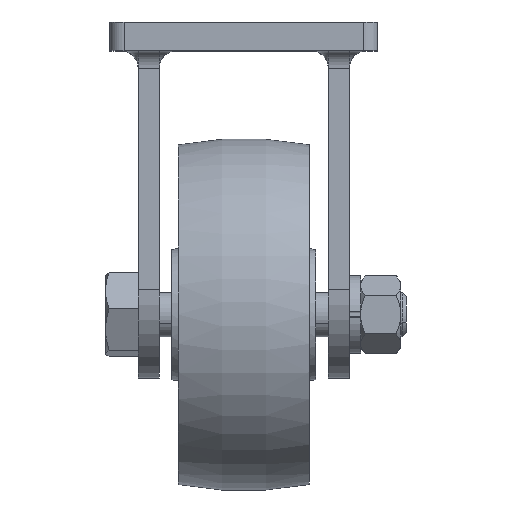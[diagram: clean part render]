
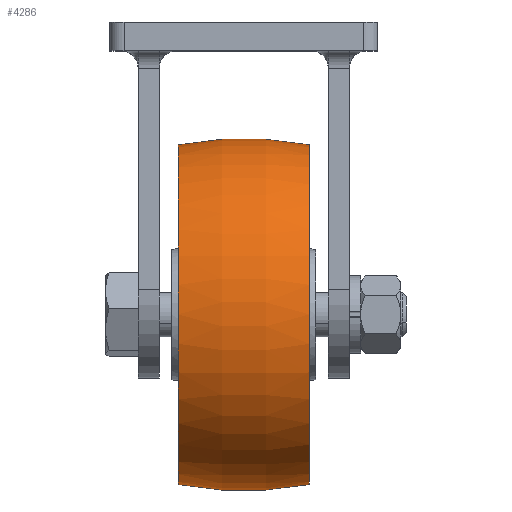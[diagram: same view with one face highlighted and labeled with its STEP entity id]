
A CAD part, top view. The second image highlights one B-rep face of the part: STEP entity #4286.
In plain terms, the highlighted toroidal (fillet/blend) face has major radius 50 mm and minor radius 100 mm.
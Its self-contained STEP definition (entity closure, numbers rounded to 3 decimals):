
#516 = FACE_OUTER_BOUND ( 'NONE', #558, .T. ) ;
#558 = EDGE_LOOP ( 'NONE', ( #1430, #3937, #3369, #3260 ) ) ;
#657 = AXIS2_PLACEMENT_3D ( 'NONE', #2997, #894, #3340 ) ;
#781 = AXIS2_PLACEMENT_3D ( 'NONE', #2948, #851, #3304 ) ;
#851 = DIRECTION ( 'NONE',  ( 0., -1., 0. ) ) ;
#894 = DIRECTION ( 'NONE',  ( 0., 1., 0. ) ) ;
#1038 = EDGE_CURVE ( 'NONE', #1553, #2325, #1064, .T. ) ;
#1064 = CIRCLE ( 'NONE', #781, 100. ) ;
#1266 = CIRCLE ( 'NONE', #3526, 48.245 ) ;
#1342 = CARTESIAN_POINT ( 'NONE',  ( -18.65, 0., 0. ) ) ;
#1430 = ORIENTED_EDGE ( 'NONE', *, *, #2365, .T. ) ;
#1553 = VERTEX_POINT ( 'NONE', #1640 ) ;
#1604 = VERTEX_POINT ( 'NONE', #4117 ) ;
#1640 = CARTESIAN_POINT ( 'NONE',  ( 18.65, 0., 48.245 ) ) ;
#1703 = DIRECTION ( 'NONE',  ( 0., 0., 1. ) ) ;
#1802 = CARTESIAN_POINT ( 'NONE',  ( 18.65, 0., 0. ) ) ;
#1931 = EDGE_CURVE ( 'NONE', #1604, #2641, #3201, .T. ) ;
#1944 = CIRCLE ( 'NONE', #2240, 48.245 ) ;
#1946 = AXIS2_PLACEMENT_3D ( 'NONE', #2558, #3243, #2905 ) ;
#2146 = CARTESIAN_POINT ( 'NONE',  ( -18.65, 0., 48.245 ) ) ;
#2181 = DIRECTION ( 'NONE',  ( 0., 0., 1. ) ) ;
#2240 = AXIS2_PLACEMENT_3D ( 'NONE', #1802, #4238, #2181 ) ;
#2325 = VERTEX_POINT ( 'NONE', #2146 ) ;
#2365 = EDGE_CURVE ( 'NONE', #1553, #1604, #1944, .T. ) ;
#2558 = CARTESIAN_POINT ( 'NONE',  ( 0., 0., 0. ) ) ;
#2641 = VERTEX_POINT ( 'NONE', #2733 ) ;
#2653 = EDGE_CURVE ( 'NONE', #2325, #2641, #1266, .T. ) ;
#2733 = CARTESIAN_POINT ( 'NONE',  ( -18.65, 0., -48.245 ) ) ;
#2905 = DIRECTION ( 'NONE',  ( 0., 0., 1. ) ) ;
#2948 = CARTESIAN_POINT ( 'NONE',  ( 0., 0., -50. ) ) ;
#2997 = CARTESIAN_POINT ( 'NONE',  ( 0., 0., 50. ) ) ;
#3201 = CIRCLE ( 'NONE', #657, 100. ) ;
#3243 = DIRECTION ( 'NONE',  ( -1., 0., 0. ) ) ;
#3260 = ORIENTED_EDGE ( 'NONE', *, *, #1038, .F. ) ;
#3303 = TOROIDAL_SURFACE ( 'NONE', #1946, -50., 100. ) ;
#3304 = DIRECTION ( 'NONE',  ( 0., 0., -1. ) ) ;
#3340 = DIRECTION ( 'NONE',  ( 0., 0., 1. ) ) ;
#3369 = ORIENTED_EDGE ( 'NONE', *, *, #2653, .F. ) ;
#3526 = AXIS2_PLACEMENT_3D ( 'NONE', #1342, #3804, #1703 ) ;
#3804 = DIRECTION ( 'NONE',  ( -1., 0., 0. ) ) ;
#3937 = ORIENTED_EDGE ( 'NONE', *, *, #1931, .T. ) ;
#4117 = CARTESIAN_POINT ( 'NONE',  ( 18.65, 0., -48.245 ) ) ;
#4238 = DIRECTION ( 'NONE',  ( -1., 0., 0. ) ) ;
#4286 = ADVANCED_FACE ( 'NONE', ( #516 ), #3303, .T. ) ;
